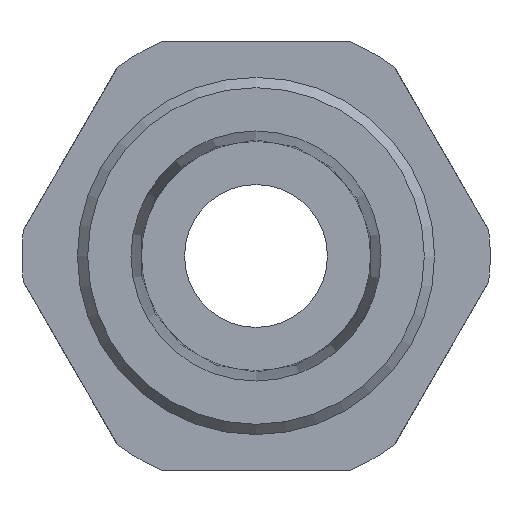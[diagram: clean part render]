
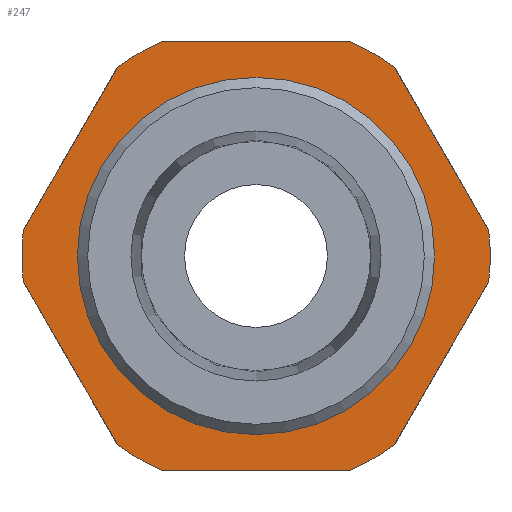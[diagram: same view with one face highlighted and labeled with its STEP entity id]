
A CAD part, left-side view. The second image highlights one B-rep face of the part: STEP entity #247.
In plain terms, the highlighted planar face has unit normal (-1, 0, 0).
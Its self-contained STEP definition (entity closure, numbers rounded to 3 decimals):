
#247 = ADVANCED_FACE( '', ( #532, #533 ), #534, .F. );
#532 = FACE_OUTER_BOUND( '', #823, .T. );
#533 = FACE_BOUND( '', #824, .T. );
#534 = PLANE( '', #825 );
#823 = EDGE_LOOP( '', ( #1439, #1440, #1441, #1442, #1443, #1444, #1445, #1446, #1447, #1448, #1449, #1450 ) );
#824 = EDGE_LOOP( '', ( #1451 ) );
#825 = AXIS2_PLACEMENT_3D( '', #1452, #1453, #1454 );
#1439 = ORIENTED_EDGE( '', *, *, #1760, .F. );
#1440 = ORIENTED_EDGE( '', *, *, #1765, .F. );
#1441 = ORIENTED_EDGE( '', *, *, #1755, .F. );
#1442 = ORIENTED_EDGE( '', *, *, #1767, .F. );
#1443 = ORIENTED_EDGE( '', *, *, #1586, .F. );
#1444 = ORIENTED_EDGE( '', *, *, #1681, .F. );
#1445 = ORIENTED_EDGE( '', *, *, #1687, .F. );
#1446 = ORIENTED_EDGE( '', *, *, #1785, .F. );
#1447 = ORIENTED_EDGE( '', *, *, #1786, .F. );
#1448 = ORIENTED_EDGE( '', *, *, #1560, .F. );
#1449 = ORIENTED_EDGE( '', *, *, #1605, .F. );
#1450 = ORIENTED_EDGE( '', *, *, #1751, .F. );
#1451 = ORIENTED_EDGE( '', *, *, #1678, .T. );
#1452 = CARTESIAN_POINT( '', ( 10., 11.25, 0. ) );
#1453 = DIRECTION( '', ( 1., 0., 0. ) );
#1454 = DIRECTION( '', ( 0., 0., -1. ) );
#1560 = EDGE_CURVE( '', #1828, #1823, #1830, .T. );
#1586 = EDGE_CURVE( '', #1875, #1871, #1877, .T. );
#1605 = EDGE_CURVE( '', #1907, #1828, #1909, .T. );
#1678 = EDGE_CURVE( '', #2028, #2028, #2029, .T. );
#1681 = EDGE_CURVE( '', #2031, #1875, #2033, .T. );
#1687 = EDGE_CURVE( '', #2038, #2031, #2040, .T. );
#1751 = EDGE_CURVE( '', #2127, #1907, #2129, .T. );
#1755 = EDGE_CURVE( '', #2133, #2131, #2135, .T. );
#1760 = EDGE_CURVE( '', #2139, #2127, #2141, .T. );
#1765 = EDGE_CURVE( '', #2131, #2139, #2147, .T. );
#1767 = EDGE_CURVE( '', #1871, #2133, #2149, .T. );
#1785 = EDGE_CURVE( '', #2168, #2038, #2169, .T. );
#1786 = EDGE_CURVE( '', #1823, #2168, #2170, .T. );
#1823 = VERTEX_POINT( '', #2214 );
#1828 = VERTEX_POINT( '', #2225 );
#1830 = LINE( '', #2228, #2229 );
#1871 = VERTEX_POINT( '', #2355 );
#1875 = VERTEX_POINT( '', #2360 );
#1877 = CIRCLE( '', #2363, 14.75 );
#1907 = VERTEX_POINT( '', #2399 );
#1909 = CIRCLE( '', #2402, 14.75 );
#2028 = VERTEX_POINT( '', #2561 );
#2029 = CIRCLE( '', #2562, 11.25 );
#2031 = VERTEX_POINT( '', #2564 );
#2033 = LINE( '', #2567, #2568 );
#2038 = VERTEX_POINT( '', #2575 );
#2040 = CIRCLE( '', #2578, 14.75 );
#2127 = VERTEX_POINT( '', #2691 );
#2129 = LINE( '', #2694, #2695 );
#2131 = VERTEX_POINT( '', #2697 );
#2133 = VERTEX_POINT( '', #2700 );
#2135 = CIRCLE( '', #2703, 14.75 );
#2139 = VERTEX_POINT( '', #2708 );
#2141 = CIRCLE( '', #2711, 14.75 );
#2147 = LINE( '', #2717, #2718 );
#2149 = LINE( '', #2720, #2721 );
#2168 = VERTEX_POINT( '', #2743 );
#2169 = LINE( '', #2744, #2745 );
#2170 = CIRCLE( '', #2746, 14.75 );
#2214 = CARTESIAN_POINT( '', ( 10., -5.942, 13.5 ) );
#2225 = CARTESIAN_POINT( '', ( 10., 5.942, 13.5 ) );
#2228 = CARTESIAN_POINT( '', ( 10., 7.794, 13.5 ) );
#2229 = VECTOR( '', #2785, 1000. );
#2355 = CARTESIAN_POINT( '', ( 10., -5.942, -13.5 ) );
#2360 = CARTESIAN_POINT( '', ( 10., -8.72, -11.896 ) );
#2363 = AXIS2_PLACEMENT_3D( '', #2821, #2822, #2823 );
#2399 = CARTESIAN_POINT( '', ( 10., 8.72, 11.896 ) );
#2402 = AXIS2_PLACEMENT_3D( '', #2849, #2850, #2851 );
#2561 = CARTESIAN_POINT( '', ( 10., 0., -11.25 ) );
#2562 = AXIS2_PLACEMENT_3D( '', #2958, #2959, #2960 );
#2564 = CARTESIAN_POINT( '', ( 10., -14.663, -1.604 ) );
#2567 = CARTESIAN_POINT( '', ( 10., -15.588, 0. ) );
#2568 = VECTOR( '', #2962, 1000. );
#2575 = CARTESIAN_POINT( '', ( 10., -14.663, 1.604 ) );
#2578 = AXIS2_PLACEMENT_3D( '', #2966, #2967, #2968 );
#2691 = CARTESIAN_POINT( '', ( 10., 14.663, 1.604 ) );
#2694 = CARTESIAN_POINT( '', ( 10., 15.588, 0. ) );
#2695 = VECTOR( '', #3050, 1000. );
#2697 = CARTESIAN_POINT( '', ( 10., 8.72, -11.896 ) );
#2700 = CARTESIAN_POINT( '', ( 10., 5.942, -13.5 ) );
#2703 = AXIS2_PLACEMENT_3D( '', #3053, #3054, #3055 );
#2708 = CARTESIAN_POINT( '', ( 10., 14.663, -1.604 ) );
#2711 = AXIS2_PLACEMENT_3D( '', #3058, #3059, #3060 );
#2717 = CARTESIAN_POINT( '', ( 10., 7.794, -13.5 ) );
#2718 = VECTOR( '', #3064, 1000. );
#2720 = CARTESIAN_POINT( '', ( 10., -7.794, -13.5 ) );
#2721 = VECTOR( '', #3065, 1000. );
#2743 = CARTESIAN_POINT( '', ( 10., -8.72, 11.896 ) );
#2744 = CARTESIAN_POINT( '', ( 10., -7.794, 13.5 ) );
#2745 = VECTOR( '', #3072, 1000. );
#2746 = AXIS2_PLACEMENT_3D( '', #3073, #3074, #3075 );
#2785 = DIRECTION( '', ( 0., -1., 0. ) );
#2821 = CARTESIAN_POINT( '', ( 10., 0., 0. ) );
#2822 = DIRECTION( '', ( 1., 0., 0. ) );
#2823 = DIRECTION( '', ( 0., 0., -1. ) );
#2849 = CARTESIAN_POINT( '', ( 10., 0., 0. ) );
#2850 = DIRECTION( '', ( 1., 0., 0. ) );
#2851 = DIRECTION( '', ( 0., 0., -1. ) );
#2958 = CARTESIAN_POINT( '', ( 10., 0., 0. ) );
#2959 = DIRECTION( '', ( 1., 0., 0. ) );
#2960 = DIRECTION( '', ( 0., 0., -1. ) );
#2962 = DIRECTION( '', ( 0., 0.5, -0.866 ) );
#2966 = CARTESIAN_POINT( '', ( 10., 0., 0. ) );
#2967 = DIRECTION( '', ( 1., 0., 0. ) );
#2968 = DIRECTION( '', ( 0., 0., -1. ) );
#3050 = DIRECTION( '', ( 0., -0.5, 0.866 ) );
#3053 = CARTESIAN_POINT( '', ( 10., 0., 0. ) );
#3054 = DIRECTION( '', ( 1., 0., 0. ) );
#3055 = DIRECTION( '', ( 0., 0., -1. ) );
#3058 = CARTESIAN_POINT( '', ( 10., 0., 0. ) );
#3059 = DIRECTION( '', ( 1., 0., 0. ) );
#3060 = DIRECTION( '', ( 0., 0., -1. ) );
#3064 = DIRECTION( '', ( 0., 0.5, 0.866 ) );
#3065 = DIRECTION( '', ( 0., 1., 0. ) );
#3072 = DIRECTION( '', ( 0., -0.5, -0.866 ) );
#3073 = CARTESIAN_POINT( '', ( 10., 0., 0. ) );
#3074 = DIRECTION( '', ( 1., 0., 0. ) );
#3075 = DIRECTION( '', ( 0., 0., -1. ) );
